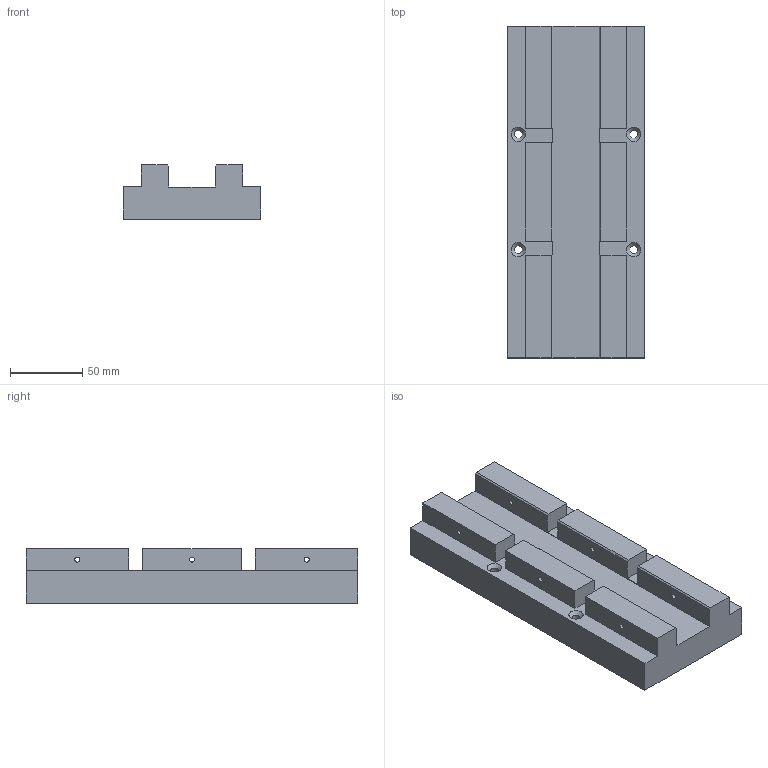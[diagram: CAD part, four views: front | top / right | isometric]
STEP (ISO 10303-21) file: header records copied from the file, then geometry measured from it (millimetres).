
FILE_DESCRIPTION(/* description */ ('Unknown'),/* implementation_level */ '2;1');
FILE_NAME(/* name */ 'Mag-13MS Calibration Helmholtz Alignment Jig - DR3797',/* time_stamp */ '2019-10-11T12:45:19+01:00',/* author */ ('Unknown'),/* organization */ ('Unknown'),/* preprocessor_version */ 'ST-DEVELOPER v16.7',/* originating_system */ 'DEX',/* authorisation */ $);
FILE_SCHEMA (('AUTOMOTIVE_DESIGN {1 0 10303 214 3 1 1}'));
Length unit declared in the file: millimetre
Products named in the file (1): Mag-13MS Calibration Helmholtz Alignment Jig - DR3797
Bounding box: 95 x 230 x 37.8 mm (x, y, z)
Volume: 610574.8 mm3; surface area: 76900.9 mm2
Topology: 1 solids, 1 shells, 50 faces, 150 edges, 102 vertices
Faces by surface type: plane 36, cylinder 10, cone 4
Full cylindrical faces by diameter (mm): 3.459 x6, 5.5 x4
Entity records: 1940 total; most frequent: CARTESIAN_POINT 269, ORIENTED_EDGE 252, DIRECTION 252, EDGE_CURVE 126, LINE 102, VECTOR 102, VERTEX_POINT 92, EDGE_LOOP 84
